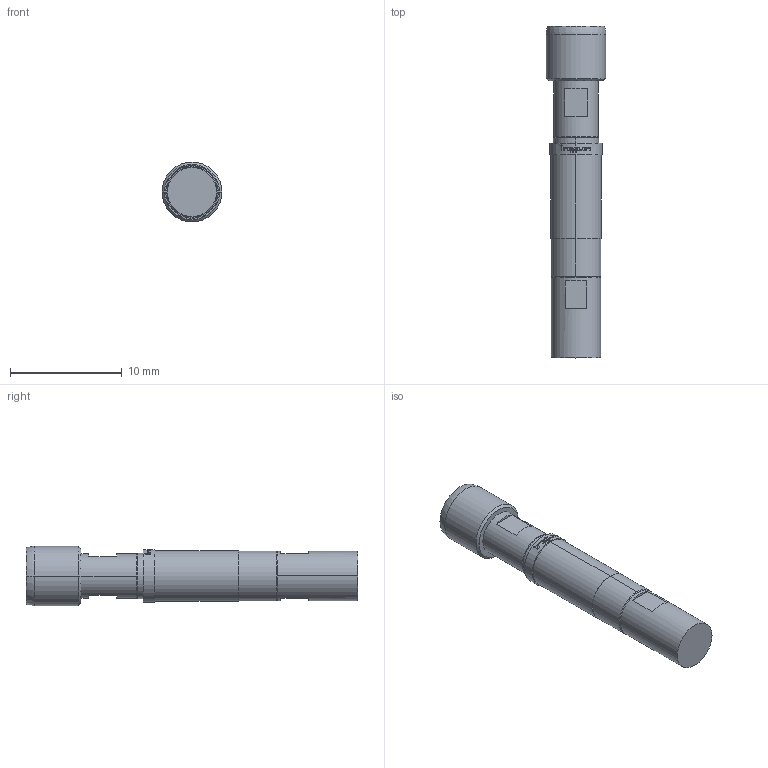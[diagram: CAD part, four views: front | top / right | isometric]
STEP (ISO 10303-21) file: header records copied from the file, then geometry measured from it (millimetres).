
FILE_DESCRIPTION (( 'STEP AP203' ), '1' );
FILE_NAME ('INGUN_HFS-4x0_303_150_A_xx43_E3.STEP', '2022-04-26T12:26:52', ( 'ochi' ), ( '' ), 'SwSTEP 2.0', 'SolidWorks 2018', '' );
FILE_SCHEMA (( 'CONFIG_CONTROL_DESIGN' ));
Length unit declared in the file: millimetre
Products named in the file (1): INGUN_HFS-4x0_303_150_A_xx43_E3
Bounding box: 5.35 x 29.7 x 5.35 mm (x, y, z)
Volume: 443.6 mm3; surface area: 521 mm2
Topology: 1 solids, 1 shells, 128 faces, 310 edges, 199 vertices
Faces by surface type: plane 62, cylinder 30, bspline 22, cone 12, torus 2
Entity records: 4087 total; most frequent: CARTESIAN_POINT 1175, ORIENTED_EDGE 616, DIRECTION 532, EDGE_CURVE 308, AXIS2_PLACEMENT_3D 210, VERTEX_POINT 199, EDGE_LOOP 145, FACE_OUTER_BOUND 128
